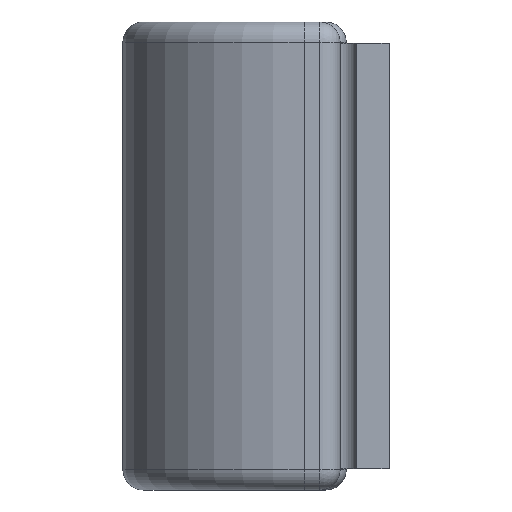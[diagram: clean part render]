
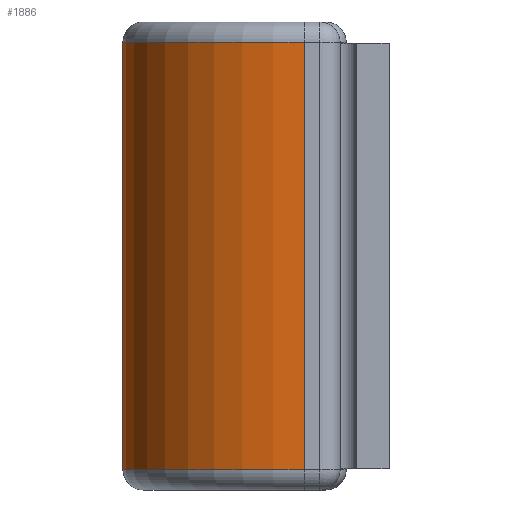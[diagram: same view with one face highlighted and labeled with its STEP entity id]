
A CAD part, left-side view. The second image highlights one B-rep face of the part: STEP entity #1886.
In plain terms, the highlighted cylindrical face has radius 6.769 mm (diameter 13.538 mm), a partial arc.
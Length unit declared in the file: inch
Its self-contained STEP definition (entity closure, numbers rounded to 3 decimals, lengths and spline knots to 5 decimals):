
#7 = FACE_OUTER_BOUND ( 'NONE', #1434, .T. ) ;
#74 = LINE ( 'NONE', #1618, #483 ) ;
#84 = CARTESIAN_POINT ( 'NONE',  ( 1.1095, 0.12475, 0.31375 ) ) ;
#95 = ORIENTED_EDGE ( 'NONE', *, *, #106, .T. ) ;
#106 = EDGE_CURVE ( 'NONE', #1833, #1249, #1678, .T. ) ;
#149 = VERTEX_POINT ( 'NONE', #798 ) ;
#278 = AXIS2_PLACEMENT_3D ( 'NONE', #1950, #744, #1802 ) ;
#439 = VECTOR ( 'NONE', #1859, 39.37008 ) ;
#457 = ORIENTED_EDGE ( 'NONE', *, *, #574, .F. ) ;
#483 = VECTOR ( 'NONE', #532, 39.37008 ) ;
#528 = DIRECTION ( 'NONE',  ( 0., 0., 1. ) ) ;
#532 = DIRECTION ( 'NONE',  ( 0., 0., 1. ) ) ;
#559 = CARTESIAN_POINT ( 'NONE',  ( 0.5765, 0.12475, -0.31375 ) ) ;
#574 = EDGE_CURVE ( 'NONE', #670, #149, #1509, .T. ) ;
#598 = AXIS2_PLACEMENT_3D ( 'NONE', #1395, #1258, #1104 ) ;
#670 = VERTEX_POINT ( 'NONE', #84 ) ;
#744 = DIRECTION ( 'NONE',  ( 0., 0., 1. ) ) ;
#798 = CARTESIAN_POINT ( 'NONE',  ( 0.5765, 0.12475, 0.31375 ) ) ;
#801 = CARTESIAN_POINT ( 'NONE',  ( 0.5765, 0.12475, -0.31375 ) ) ;
#1021 = CYLINDRICAL_SURFACE ( 'NONE', #278, 0.2665 ) ;
#1050 = ORIENTED_EDGE ( 'NONE', *, *, #1506, .F. ) ;
#1051 = LINE ( 'NONE', #801, #439 ) ;
#1104 = DIRECTION ( 'NONE',  ( 1., 0., 0. ) ) ;
#1249 = VERTEX_POINT ( 'NONE', #559 ) ;
#1258 = DIRECTION ( 'NONE',  ( 0., 0., 1. ) ) ;
#1313 = EDGE_CURVE ( 'NONE', #1249, #149, #1051, .T. ) ;
#1324 = CARTESIAN_POINT ( 'NONE',  ( 1.1095, 0.12475, -0.31375 ) ) ;
#1395 = CARTESIAN_POINT ( 'NONE',  ( 0.843, 0.12475, -0.31375 ) ) ;
#1434 = EDGE_LOOP ( 'NONE', ( #1050, #95, #1710, #457 ) ) ;
#1467 = CARTESIAN_POINT ( 'NONE',  ( 0.843, 0.12475, 0.31375 ) ) ;
#1506 = EDGE_CURVE ( 'NONE', #1833, #670, #74, .T. ) ;
#1509 = CIRCLE ( 'NONE', #1877, 0.2665 ) ;
#1612 = DIRECTION ( 'NONE',  ( 1., 0., 0. ) ) ;
#1618 = CARTESIAN_POINT ( 'NONE',  ( 1.1095, 0.12475, -0.31375 ) ) ;
#1678 = CIRCLE ( 'NONE', #598, 0.2665 ) ;
#1710 = ORIENTED_EDGE ( 'NONE', *, *, #1313, .T. ) ;
#1802 = DIRECTION ( 'NONE',  ( 1., 0., 0. ) ) ;
#1833 = VERTEX_POINT ( 'NONE', #1324 ) ;
#1859 = DIRECTION ( 'NONE',  ( 0., 0., 1. ) ) ;
#1877 = AXIS2_PLACEMENT_3D ( 'NONE', #1467, #528, #1612 ) ;
#1886 = ADVANCED_FACE ( 'NONE', ( #7 ), #1021, .T. ) ;
#1950 = CARTESIAN_POINT ( 'NONE',  ( 0.843, 0.12475, 0.3125 ) ) ;
